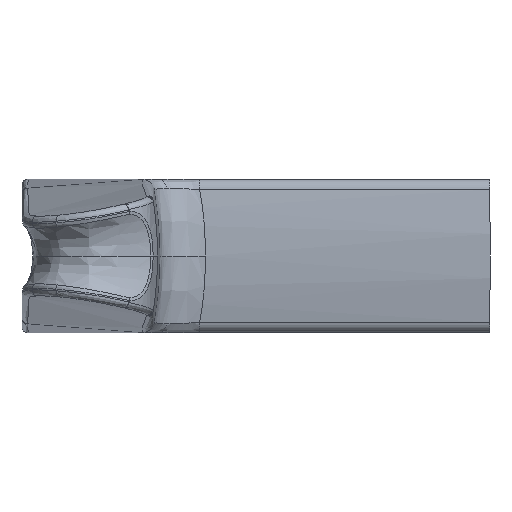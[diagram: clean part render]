
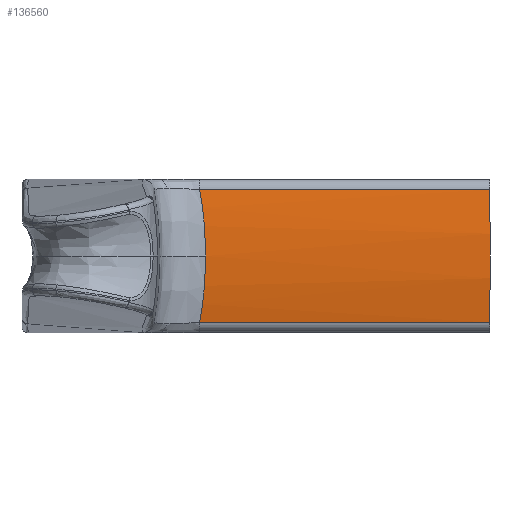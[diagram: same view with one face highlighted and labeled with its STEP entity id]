
A CAD part, left-side view. The second image highlights one B-rep face of the part: STEP entity #136560.
In plain terms, the highlighted cylindrical face has radius 25.25 mm (diameter 50.5 mm), a partial arc.
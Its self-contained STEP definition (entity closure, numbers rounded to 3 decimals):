
#7060=CARTESIAN_POINT('',(-12.325,0.,
-4.337));
#7070=VERTEX_POINT('',#7060);
#7120=CARTESIAN_POINT('',(12.55,0.,0.));
#7130=DIRECTION('',(0.,1.,0.));
#7140=DIRECTION('',(-1.,0.,0.));
#7150=AXIS2_PLACEMENT_3D('',#7120,#7130,#7140);
#7160=CIRCLE('',#7150,25.25);
#7170=CARTESIAN_POINT('',(-12.325,0.,
4.337));
#7180=VERTEX_POINT('',#7170);
#7190=EDGE_CURVE('',#7070,#7180,#7160,.T.);
#76360=CARTESIAN_POINT('',(-12.325,18.928,
-4.337));
#76370=VERTEX_POINT('',#76360);
#76400=CARTESIAN_POINT('',(-12.325,18.928,
-4.337));
#76410=DIRECTION('',(0.,-1.,0.));
#76420=VECTOR('',#76410,1.);
#76430=LINE('',#76400,#76420);
#76440=EDGE_CURVE('',#76370,#7070,#76430,.T.);
#106740=CARTESIAN_POINT('',(-12.325,18.928,
4.337));
#106750=VERTEX_POINT('',#106740);
#110340=CARTESIAN_POINT('',(-12.7,18.525,0.)
);
#110350=CARTESIAN_POINT('',(-12.7,18.525,0.732));
#110360=CARTESIAN_POINT('',(-12.668,18.559,
1.46));
#110370=CARTESIAN_POINT('',(-12.542,18.694,
2.911));
#110380=CARTESIAN_POINT('',(-12.448,18.795,
3.63));
#110390=CARTESIAN_POINT('',(-12.325,18.928,
4.337));
#110400=B_SPLINE_CURVE_WITH_KNOTS('',3,(#110340,#110350,#110360,#110370,
#110380,#110390),.UNSPECIFIED.,.F.,.F.,(4,2,4),(0.005,
0.007,0.009),.UNSPECIFIED.);
#110410=CARTESIAN_POINT('',(-12.7,18.525,0.));
#110420=VERTEX_POINT('',#110410);
#110430=EDGE_CURVE('',#110420,#106750,#110400,.T.);
#130160=CARTESIAN_POINT('',(-12.325,18.928,
4.337));
#130170=DIRECTION('',(0.,-1.,0.));
#130180=VECTOR('',#130170,1.);
#130190=LINE('',#130160,#130180);
#130200=EDGE_CURVE('',#106750,#7180,#130190,.T.);
#136360=CARTESIAN_POINT('',(12.55,0.,0.));
#136370=DIRECTION('',(0.,1.,0.));
#136380=DIRECTION('',(-1.,0.,0.));
#136390=AXIS2_PLACEMENT_3D('',#136360,#136370,#136380);
#136400=CYLINDRICAL_SURFACE('',#136390,25.25);
#136410=ORIENTED_EDGE('',*,*,#7190,.T.);
#136420=ORIENTED_EDGE('',*,*,#76440,.T.);
#136430=CARTESIAN_POINT('',(-12.7,18.525,0.
));
#136440=CARTESIAN_POINT('',(-12.7,18.525,-0.732));
#136450=CARTESIAN_POINT('',(-12.668,18.559,
-1.46));
#136460=CARTESIAN_POINT('',(-12.542,18.694,
-2.911));
#136470=CARTESIAN_POINT('',(-12.448,18.795,
-3.63));
#136480=CARTESIAN_POINT('',(-12.325,18.928,
-4.337));
#136490=B_SPLINE_CURVE_WITH_KNOTS('',3,(#136430,#136440,#136450,#136460,
#136470,#136480),.UNSPECIFIED.,.F.,.F.,(4,2,4),(0.005,
0.007,0.009),.UNSPECIFIED.);
#136500=EDGE_CURVE('',#110420,#76370,#136490,.T.);
#136510=ORIENTED_EDGE('',*,*,#136500,.T.);
#136520=ORIENTED_EDGE('',*,*,#110430,.F.);
#136530=ORIENTED_EDGE('',*,*,#130200,.F.);
#136540=EDGE_LOOP('',(#136530,#136520,#136510,#136420,#136410));
#136550=FACE_OUTER_BOUND('',#136540,.T.);
#136560=ADVANCED_FACE('',(#136550),#136400,.T.);
